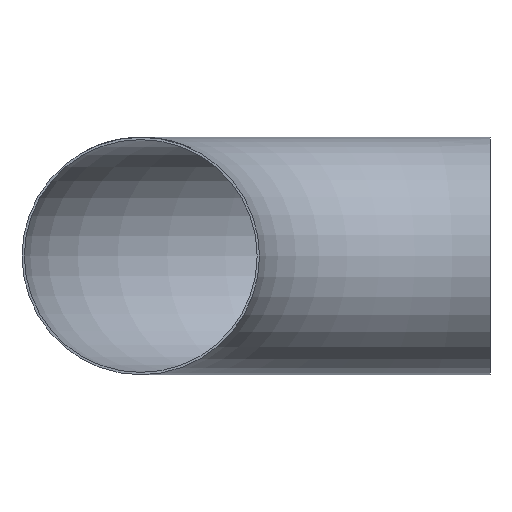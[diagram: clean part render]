
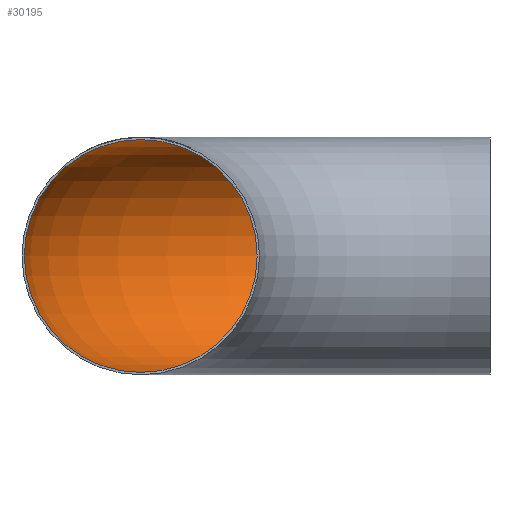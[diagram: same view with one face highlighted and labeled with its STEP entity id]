
A CAD part, front view. The second image highlights one B-rep face of the part: STEP entity #30195.
In plain terms, the highlighted toroidal (fillet/blend) face has major radius 750 mm and minor radius 250 mm.
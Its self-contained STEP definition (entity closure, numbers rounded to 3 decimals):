
#703 = CARTESIAN_POINT ( 'NONE',  ( 0., 1000., 0. ) ) ;
#1465 = EDGE_LOOP ( 'NONE', ( #10651 ) ) ;
#1527 = AXIS2_PLACEMENT_3D ( 'NONE', #3217, #23633, #2839 ) ;
#2839 = DIRECTION ( 'NONE',  ( -1., 0., 0. ) ) ;
#3217 = CARTESIAN_POINT ( 'NONE',  ( 0., 0., 0. ) ) ;
#5900 = FACE_OUTER_BOUND ( 'NONE', #1465, .T. ) ;
#8172 = DIRECTION ( 'NONE',  ( 1., 0., 0. ) ) ;
#9115 = DIRECTION ( 'NONE',  ( 0., 0., 1. ) ) ;
#9686 = DIRECTION ( 'NONE',  ( 0., 1., 0. ) ) ;
#10651 = ORIENTED_EDGE ( 'NONE', *, *, #27888, .T. ) ;
#14613 = AXIS2_PLACEMENT_3D ( 'NONE', #23610, #9686, #9115 ) ;
#16684 = EDGE_CURVE ( 'NONE', #29298, #29298, #31066, .T. ) ;
#18878 = AXIS2_PLACEMENT_3D ( 'NONE', #22668, #8172, #31045 ) ;
#20360 = CARTESIAN_POINT ( 'NONE',  ( -750., 0., 250. ) ) ;
#22668 = CARTESIAN_POINT ( 'NONE',  ( 0., 750., 0. ) ) ;
#22881 = FACE_OUTER_BOUND ( 'NONE', #28359, .T. ) ;
#23460 = TOROIDAL_SURFACE ( 'NONE', #1527, 750., 250. ) ;
#23610 = CARTESIAN_POINT ( 'NONE',  ( -750., 0., 0. ) ) ;
#23633 = DIRECTION ( 'NONE',  ( 0., 0., -1. ) ) ;
#25341 = ORIENTED_EDGE ( 'NONE', *, *, #16684, .F. ) ;
#26833 = VERTEX_POINT ( 'NONE', #703 ) ;
#27888 = EDGE_CURVE ( 'NONE', #26833, #26833, #35262, .T. ) ;
#28359 = EDGE_LOOP ( 'NONE', ( #25341 ) ) ;
#29298 = VERTEX_POINT ( 'NONE', #20360 ) ;
#30195 = ADVANCED_FACE ( 'NONE', ( #5900, #22881 ), #23460, .F. ) ;
#31045 = DIRECTION ( 'NONE',  ( 0., 1., 0. ) ) ;
#31066 = CIRCLE ( 'NONE', #14613, 250. ) ;
#35262 = CIRCLE ( 'NONE', #18878, 250. ) ;
